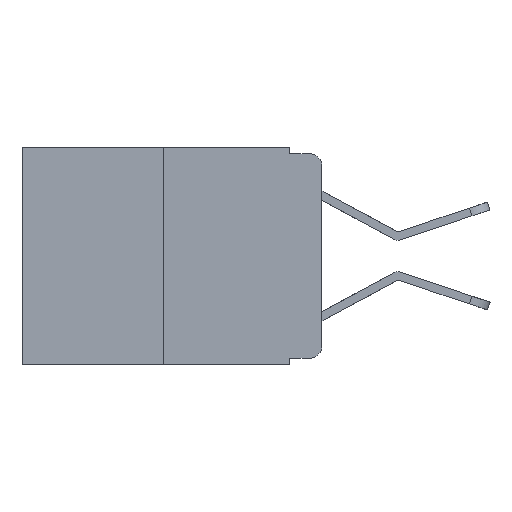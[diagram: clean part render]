
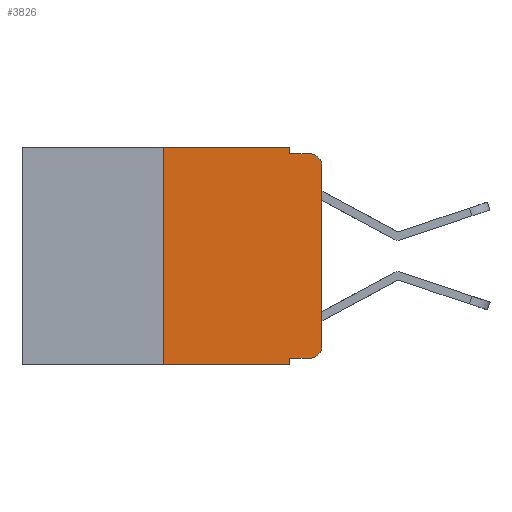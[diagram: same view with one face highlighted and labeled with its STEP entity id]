
A CAD part, left-side view. The second image highlights one B-rep face of the part: STEP entity #3826.
In plain terms, the highlighted planar face has unit normal (-1, 0, 0).
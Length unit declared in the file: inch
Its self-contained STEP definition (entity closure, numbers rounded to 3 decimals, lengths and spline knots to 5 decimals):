
#14 = FACE_OUTER_BOUND ( 'NONE', #1476, .T. ) ;
#504 = DIRECTION ( 'NONE',  ( 0., -1., 0. ) ) ;
#612 = VECTOR ( 'NONE', #8081, 39.37008 ) ;
#808 = AXIS2_PLACEMENT_3D ( 'NONE', #14444, #6027, #5954 ) ;
#1324 = ORIENTED_EDGE ( 'NONE', *, *, #7784, .T. ) ;
#1476 = EDGE_LOOP ( 'NONE', ( #1324, #10889, #7119, #10307, #14283, #1859, #10701, #12087, #4500, #9623 ) ) ;
#1740 = EDGE_CURVE ( 'NONE', #3148, #9517, #14582, .T. ) ;
#1753 = VERTEX_POINT ( 'NONE', #12008 ) ;
#1859 = ORIENTED_EDGE ( 'NONE', *, *, #3201, .F. ) ;
#1946 = CARTESIAN_POINT ( 'NONE',  ( 0., 0., 0. ) ) ;
#2079 = VERTEX_POINT ( 'NONE', #11468 ) ;
#2643 = VERTEX_POINT ( 'NONE', #7596 ) ;
#3148 = VERTEX_POINT ( 'NONE', #5448 ) ;
#3201 = EDGE_CURVE ( 'NONE', #7693, #1753, #12941, .T. ) ;
#3252 = DIRECTION ( 'NONE',  ( 0., 0., 1. ) ) ;
#3342 = CARTESIAN_POINT ( 'NONE',  ( 0., 0.051, 0. ) ) ;
#3450 = DIRECTION ( 'NONE',  ( -1., 0., 0. ) ) ;
#3485 = DIRECTION ( 'NONE',  ( 0., 0., -1. ) ) ;
#3826 = ADVANCED_FACE ( 'NONE', ( #14 ), #10948, .F. ) ;
#4256 = EDGE_CURVE ( 'NONE', #9517, #9397, #11959, .T. ) ;
#4500 = ORIENTED_EDGE ( 'NONE', *, *, #1740, .T. ) ;
#4528 = VECTOR ( 'NONE', #9274, 39.37008 ) ;
#4545 = VECTOR ( 'NONE', #11088, 39.37008 ) ;
#4722 = CARTESIAN_POINT ( 'NONE',  ( 0., 0.051, -0.01 ) ) ;
#4751 = CARTESIAN_POINT ( 'NONE',  ( 0., 0.051, -0.333 ) ) ;
#4997 = CARTESIAN_POINT ( 'NONE',  ( 0., 0.473, -0.343 ) ) ;
#5448 = CARTESIAN_POINT ( 'NONE',  ( 0., 0.051, -0.333 ) ) ;
#5863 = VECTOR ( 'NONE', #9496, 39.37008 ) ;
#5914 = EDGE_CURVE ( 'NONE', #1753, #13796, #6052, .T. ) ;
#5954 = DIRECTION ( 'NONE',  ( 0., 0., -1. ) ) ;
#6027 = DIRECTION ( 'NONE',  ( -1., 0., 0. ) ) ;
#6052 = LINE ( 'NONE', #13229, #10020 ) ;
#6074 = VERTEX_POINT ( 'NONE', #11520 ) ;
#6128 = AXIS2_PLACEMENT_3D ( 'NONE', #14231, #14164, #3485 ) ;
#6335 = LINE ( 'NONE', #4997, #4545 ) ;
#6988 = EDGE_CURVE ( 'NONE', #3148, #8226, #10281, .T. ) ;
#7103 = AXIS2_PLACEMENT_3D ( 'NONE', #9371, #3450, #8195 ) ;
#7104 = VECTOR ( 'NONE', #12801, 39.37008 ) ;
#7119 = ORIENTED_EDGE ( 'NONE', *, *, #10939, .F. ) ;
#7580 = EDGE_CURVE ( 'NONE', #13796, #2079, #9328, .T. ) ;
#7596 = CARTESIAN_POINT ( 'NONE',  ( 0., 0.02, -0.01 ) ) ;
#7693 = VERTEX_POINT ( 'NONE', #14382 ) ;
#7784 = EDGE_CURVE ( 'NONE', #9397, #6074, #14992, .T. ) ;
#7795 = CARTESIAN_POINT ( 'NONE',  ( 0., 0.051, 0. ) ) ;
#8081 = DIRECTION ( 'NONE',  ( 0., 0., -1. ) ) ;
#8109 = EDGE_CURVE ( 'NONE', #7693, #8226, #6335, .T. ) ;
#8195 = DIRECTION ( 'NONE',  ( 0., 0., -1. ) ) ;
#8226 = VERTEX_POINT ( 'NONE', #12426 ) ;
#8604 = CIRCLE ( 'NONE', #7103, 0.02 ) ;
#9274 = DIRECTION ( 'NONE',  ( 0., 0., -1. ) ) ;
#9328 = LINE ( 'NONE', #3342, #612 ) ;
#9371 = CARTESIAN_POINT ( 'NONE',  ( 0., 0.02, -0.03 ) ) ;
#9397 = VERTEX_POINT ( 'NONE', #12400 ) ;
#9496 = DIRECTION ( 'NONE',  ( 0., -1., 0. ) ) ;
#9517 = VERTEX_POINT ( 'NONE', #10580 ) ;
#9623 = ORIENTED_EDGE ( 'NONE', *, *, #4256, .T. ) ;
#10020 = VECTOR ( 'NONE', #504, 39.37008 ) ;
#10281 = LINE ( 'NONE', #7795, #4528 ) ;
#10307 = ORIENTED_EDGE ( 'NONE', *, *, #7580, .F. ) ;
#10369 = EDGE_CURVE ( 'NONE', #6074, #2643, #8604, .T. ) ;
#10580 = CARTESIAN_POINT ( 'NONE',  ( 0., 0.02, -0.333 ) ) ;
#10701 = ORIENTED_EDGE ( 'NONE', *, *, #8109, .T. ) ;
#10889 = ORIENTED_EDGE ( 'NONE', *, *, #10369, .T. ) ;
#10939 = EDGE_CURVE ( 'NONE', #2079, #2643, #11048, .T. ) ;
#10948 = PLANE ( 'NONE',  #6128 ) ;
#11048 = LINE ( 'NONE', #4722, #5863 ) ;
#11069 = VECTOR ( 'NONE', #12083, 39.37008 ) ;
#11088 = DIRECTION ( 'NONE',  ( 0., -1., 0. ) ) ;
#11468 = CARTESIAN_POINT ( 'NONE',  ( 0., 0.051, -0.01 ) ) ;
#11520 = CARTESIAN_POINT ( 'NONE',  ( 0., 0., -0.03 ) ) ;
#11959 = CIRCLE ( 'NONE', #808, 0.02 ) ;
#12008 = CARTESIAN_POINT ( 'NONE',  ( 0., 0.25, 0. ) ) ;
#12083 = DIRECTION ( 'NONE',  ( 0., -1., 0. ) ) ;
#12087 = ORIENTED_EDGE ( 'NONE', *, *, #6988, .F. ) ;
#12400 = CARTESIAN_POINT ( 'NONE',  ( 0., 0., -0.313 ) ) ;
#12426 = CARTESIAN_POINT ( 'NONE',  ( 0., 0.051, -0.343 ) ) ;
#12801 = DIRECTION ( 'NONE',  ( 0., 0., 1. ) ) ;
#12941 = LINE ( 'NONE', #14178, #7104 ) ;
#13229 = CARTESIAN_POINT ( 'NONE',  ( 0., 0.473, 0. ) ) ;
#13796 = VERTEX_POINT ( 'NONE', #14627 ) ;
#14164 = DIRECTION ( 'NONE',  ( 1., 0., 0. ) ) ;
#14178 = CARTESIAN_POINT ( 'NONE',  ( 0., 0.25, 0. ) ) ;
#14231 = CARTESIAN_POINT ( 'NONE',  ( 0., 0.473, 0. ) ) ;
#14283 = ORIENTED_EDGE ( 'NONE', *, *, #5914, .F. ) ;
#14382 = CARTESIAN_POINT ( 'NONE',  ( 0., 0.25, -0.343 ) ) ;
#14444 = CARTESIAN_POINT ( 'NONE',  ( 0., 0.02, -0.313 ) ) ;
#14582 = LINE ( 'NONE', #4751, #11069 ) ;
#14627 = CARTESIAN_POINT ( 'NONE',  ( 0., 0.051, 0. ) ) ;
#14992 = LINE ( 'NONE', #1946, #15238 ) ;
#15238 = VECTOR ( 'NONE', #3252, 39.37008 ) ;
